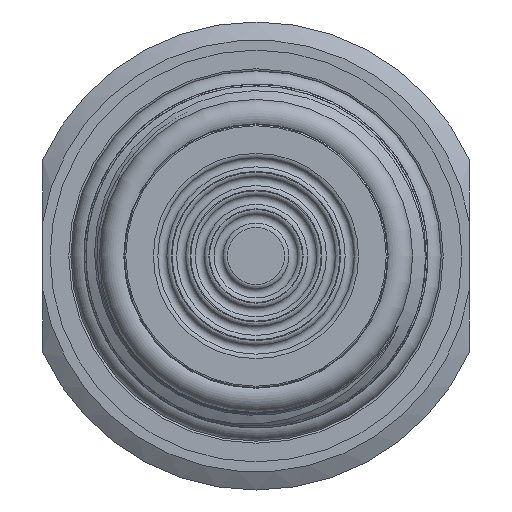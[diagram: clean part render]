
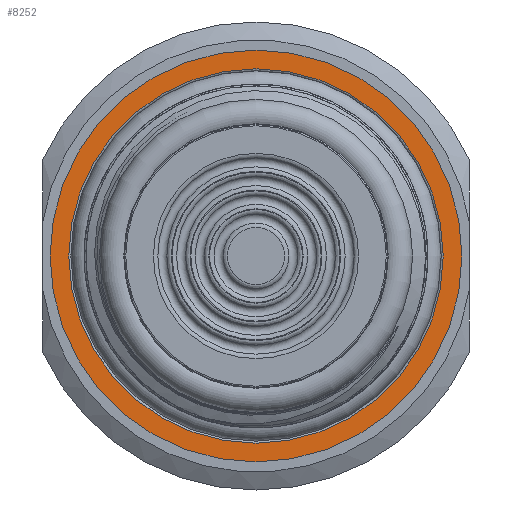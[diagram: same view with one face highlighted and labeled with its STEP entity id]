
A CAD part, left-side view. The second image highlights one B-rep face of the part: STEP entity #8252.
In plain terms, the highlighted planar face has unit normal (-1, 0, 0).
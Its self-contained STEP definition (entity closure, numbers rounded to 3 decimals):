
#1036=FACE_BOUND('',#2092,.T.);
#1092=PLANE('',#8749);
#1571=FACE_OUTER_BOUND('',#2091,.T.);
#2091=EDGE_LOOP('',(#7594));
#2092=EDGE_LOOP('',(#7595));
#3108=CIRCLE('',#8747,18.);
#3110=CIRCLE('',#8750,19.8);
#3953=VERTEX_POINT('',#24817);
#3954=VERTEX_POINT('',#24821);
#5172=EDGE_CURVE('',#3953,#3953,#3108,.T.);
#5174=EDGE_CURVE('',#3954,#3954,#3110,.T.);
#7594=ORIENTED_EDGE('',*,*,#5174,.F.);
#7595=ORIENTED_EDGE('',*,*,#5172,.T.);
#8252=ADVANCED_FACE('',(#1571,#1036),#1092,.T.);
#8747=AXIS2_PLACEMENT_3D('',#24818,#9990,#9991);
#8749=AXIS2_PLACEMENT_3D('',#24820,#9994,#9995);
#8750=AXIS2_PLACEMENT_3D('',#24822,#9996,#9997);
#9990=DIRECTION('center_axis',(1.,0.,0.));
#9991=DIRECTION('ref_axis',(0.,0.,-1.));
#9994=DIRECTION('center_axis',(-1.,0.,0.));
#9995=DIRECTION('ref_axis',(0.,0.,1.));
#9996=DIRECTION('center_axis',(1.,0.,0.));
#9997=DIRECTION('ref_axis',(0.,0.,-1.));
#24817=CARTESIAN_POINT('',(25.,0.,18.));
#24818=CARTESIAN_POINT('Origin',(25.,0.,0.));
#24820=CARTESIAN_POINT('Origin',(25.,19.8,0.));
#24821=CARTESIAN_POINT('',(25.,-19.8,0.));
#24822=CARTESIAN_POINT('Origin',(25.,0.,0.));
